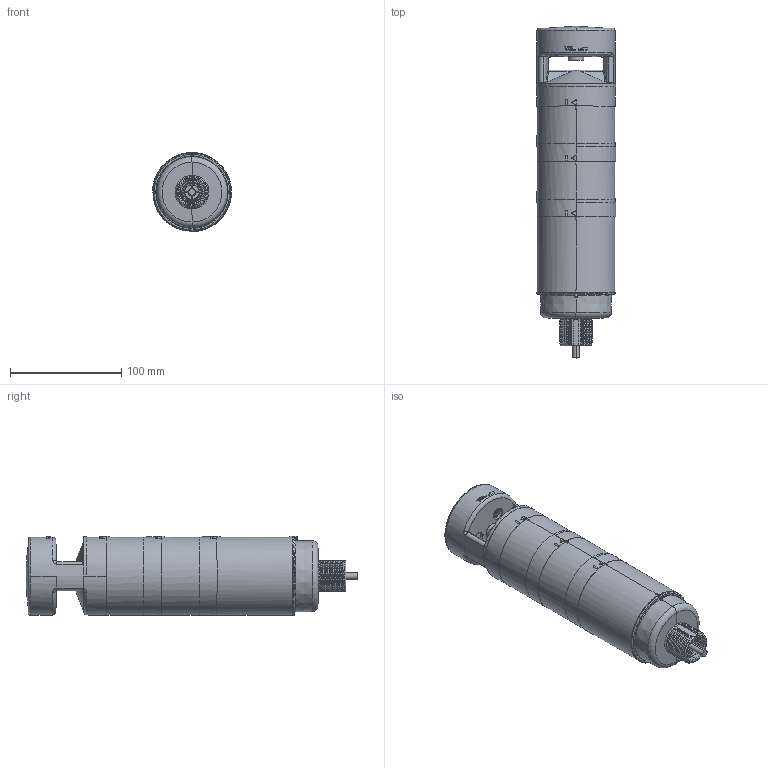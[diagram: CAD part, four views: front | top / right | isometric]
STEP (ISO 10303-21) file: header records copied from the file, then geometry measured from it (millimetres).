
FILE_DESCRIPTION((''),'2;1');
FILE_NAME('191426_ASM','2016-02-25T',('pdmadmin'),(''),'PRO/ENGINEER BY PARAMETRIC TECHNOLOGY CORPORATION, 2013230','PRO/ENGINEER BY PARAMETRIC TECHNOLOGY CORPORATION, 2013230','');
FILE_SCHEMA(('CONFIG_CONTROL_DESIGN'));
Length unit declared in the file: millimetre
Products named in the file (9): 180077; 190540; 62676; CABLE_592; 183492; 183493; 180306; 180308; 191426_ASM
Assembly tree (10 placements, depth 2):
  191426_ASM
    180077
    190540
    62676
    CABLE_592
    183492  x2
    183493  x2
    180306
    180308
Bounding box: 71 x 297.91 x 71.25 mm (x, y, z)
Volume: 260807.2 mm3; surface area: 182160.2 mm2
Topology: 10 solids, 13 shells, 2566 faces, 6173 edges, 3660 vertices
Faces by surface type: bspline 796, cylinder 658, plane 460, torus 258, cone 232, sphere 140, extrusion 22
Entity records: 109882 total; most frequent: CARTESIAN_POINT 68521, ORIENTED_EDGE 9502, DIRECTION 7388, EDGE_CURVE 4755, AXIS2_PLACEMENT_3D 3072, VERTEX_POINT 2835, EDGE_LOOP 2072, FACE_OUTER_BOUND 1975
